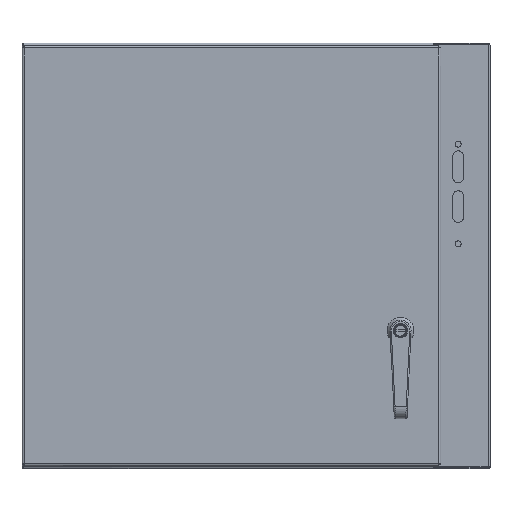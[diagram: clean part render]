
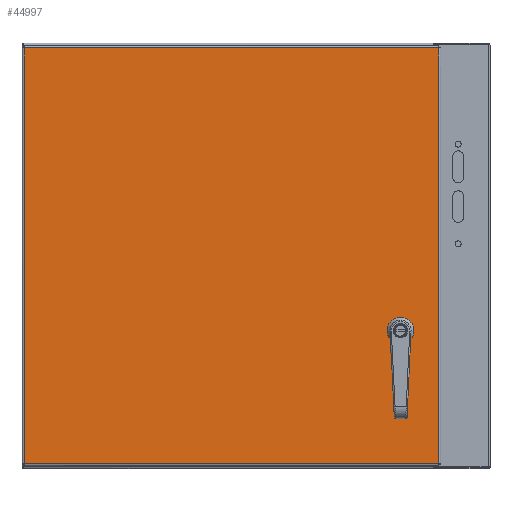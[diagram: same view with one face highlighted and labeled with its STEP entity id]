
A CAD part, top view. The second image highlights one B-rep face of the part: STEP entity #44997.
In plain terms, the highlighted face is planar.
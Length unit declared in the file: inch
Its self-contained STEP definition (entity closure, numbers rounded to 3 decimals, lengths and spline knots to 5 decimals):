
#43671=CARTESIAN_POINT('',(2.11262,6.745,0.0));
#43672=VERTEX_POINT('',#43671);
#43679=CARTESIAN_POINT('',(2.3,6.55762,0.0));
#43680=VERTEX_POINT('',#43679);
#43681=CARTESIAN_POINT('',(1.9,6.345,0.0));
#43682=DIRECTION('',(0.0,0.0,1.0));
#43683=DIRECTION('',(-0.469,-0.883,0.0));
#43684=AXIS2_PLACEMENT_3D('',#43681,#43682,#43683);
#43685=CIRCLE('',#43684,0.453);
#43686=EDGE_CURVE('',#43680,#43672,#43685,.T.);
#43711=CARTESIAN_POINT('',(2.3,6.13238,0.0));
#43712=VERTEX_POINT('',#43711);
#43713=CARTESIAN_POINT('',(2.3,6.13238,0.0));
#43714=DIRECTION('',(0.0,1.0,0.0));
#43715=VECTOR('',#43714,0.42525);
#43716=LINE('',#43713,#43715);
#43717=EDGE_CURVE('',#43712,#43680,#43716,.T.);
#43743=CARTESIAN_POINT('',(2.11262,5.945,0.0));
#43744=VERTEX_POINT('',#43743);
#43745=CARTESIAN_POINT('',(1.9,6.345,0.0));
#43746=DIRECTION('',(0.0,0.0,1.0));
#43747=DIRECTION('',(-0.883,0.469,0.0));
#43748=AXIS2_PLACEMENT_3D('',#43745,#43746,#43747);
#43749=CIRCLE('',#43748,0.453);
#43750=EDGE_CURVE('',#43744,#43712,#43749,.T.);
#43775=CARTESIAN_POINT('',(1.68738,5.945,0.0));
#43776=VERTEX_POINT('',#43775);
#43777=CARTESIAN_POINT('',(1.68738,5.945,0.0));
#43778=DIRECTION('',(1.0,0.0,0.0));
#43779=VECTOR('',#43778,0.42525);
#43780=LINE('',#43777,#43779);
#43781=EDGE_CURVE('',#43776,#43744,#43780,.T.);
#43807=CARTESIAN_POINT('',(1.5,6.13238,0.0));
#43808=VERTEX_POINT('',#43807);
#43809=CARTESIAN_POINT('',(1.9,6.345,0.0));
#43810=DIRECTION('',(0.0,0.0,1.0));
#43811=DIRECTION('',(0.469,0.883,0.0));
#43812=AXIS2_PLACEMENT_3D('',#43809,#43810,#43811);
#43813=CIRCLE('',#43812,0.453);
#43814=EDGE_CURVE('',#43808,#43776,#43813,.T.);
#43839=CARTESIAN_POINT('',(1.5,6.55762,0.0));
#43840=VERTEX_POINT('',#43839);
#43841=CARTESIAN_POINT('',(1.5,6.55762,0.0));
#43842=DIRECTION('',(0.0,-1.0,0.0));
#43843=VECTOR('',#43842,0.42525);
#43844=LINE('',#43841,#43843);
#43845=EDGE_CURVE('',#43840,#43808,#43844,.T.);
#43871=CARTESIAN_POINT('',(1.68738,6.745,0.0));
#43872=VERTEX_POINT('',#43871);
#43873=CARTESIAN_POINT('',(1.9,6.345,0.0));
#43874=DIRECTION('',(0.0,0.0,1.0));
#43875=DIRECTION('',(0.883,-0.469,0.0));
#43876=AXIS2_PLACEMENT_3D('',#43873,#43874,#43875);
#43877=CIRCLE('',#43876,0.453);
#43878=EDGE_CURVE('',#43872,#43840,#43877,.T.);
#43901=CARTESIAN_POINT('',(2.11262,6.745,0.0));
#43902=DIRECTION('',(-1.0,0.0,0.0));
#43903=VECTOR('',#43902,0.42525);
#43904=LINE('',#43901,#43903);
#43905=EDGE_CURVE('',#43672,#43872,#43904,.T.);
#43973=CARTESIAN_POINT('',(19.58225,0.10525,0.));
#43974=VERTEX_POINT('',#43973);
#43985=CARTESIAN_POINT('',(19.58225,19.64475,0.));
#43986=VERTEX_POINT('',#43985);
#43987=CARTESIAN_POINT('',(19.58225,19.64475,0.0));
#43988=DIRECTION('',(0.0,-1.0,0.0));
#43989=VECTOR('',#43988,19.5395);
#43990=LINE('',#43987,#43989);
#43991=EDGE_CURVE('',#43986,#43974,#43990,.T.);
#44175=CARTESIAN_POINT('',(0.10525,0.10525,0.));
#44176=VERTEX_POINT('',#44175);
#44187=CARTESIAN_POINT('',(19.58225,0.10525,0.0));
#44188=DIRECTION('',(-1.0,0.0,0.0));
#44189=VECTOR('',#44188,19.477);
#44190=LINE('',#44187,#44189);
#44191=EDGE_CURVE('',#43974,#44176,#44190,.T.);
#44452=CARTESIAN_POINT('',(0.10525,19.64475,0.));
#44453=VERTEX_POINT('',#44452);
#44464=CARTESIAN_POINT('',(0.10525,0.10525,0.0));
#44465=DIRECTION('',(0.0,1.0,0.0));
#44466=VECTOR('',#44465,19.5395);
#44467=LINE('',#44464,#44466);
#44468=EDGE_CURVE('',#44176,#44453,#44467,.T.);
#44733=CARTESIAN_POINT('',(0.10525,19.64475,0.0));
#44734=DIRECTION('',(1.0,0.0,0.0));
#44735=VECTOR('',#44734,19.477);
#44736=LINE('',#44733,#44735);
#44737=EDGE_CURVE('',#44453,#43986,#44736,.T.);
#44976=CARTESIAN_POINT('',(9.84375,9.875,0.0));
#44977=DIRECTION('',(0.0,0.0,1.0));
#44978=DIRECTION('',(1.0,0.0,0.0));
#44979=AXIS2_PLACEMENT_3D('',#44976,#44977,#44978);
#44980=PLANE('',#44979);
#44981=ORIENTED_EDGE('',*,*,#43991,.T.);
#44982=ORIENTED_EDGE('',*,*,#44191,.T.);
#44983=ORIENTED_EDGE('',*,*,#44468,.T.);
#44984=ORIENTED_EDGE('',*,*,#44737,.T.);
#44985=EDGE_LOOP('',(#44981,#44982,#44983,#44984));
#44986=FACE_OUTER_BOUND('',#44985,.T.);
#44987=ORIENTED_EDGE('',*,*,#43686,.T.);
#44988=ORIENTED_EDGE('',*,*,#43905,.T.);
#44989=ORIENTED_EDGE('',*,*,#43878,.T.);
#44990=ORIENTED_EDGE('',*,*,#43845,.T.);
#44991=ORIENTED_EDGE('',*,*,#43814,.T.);
#44992=ORIENTED_EDGE('',*,*,#43781,.T.);
#44993=ORIENTED_EDGE('',*,*,#43750,.T.);
#44994=ORIENTED_EDGE('',*,*,#43717,.T.);
#44995=EDGE_LOOP('',(#44987,#44988,#44989,#44990,#44991,#44992,#44993,#44994));
#44996=FACE_BOUND('',#44995,.T.);
#44997=ADVANCED_FACE('',(#44986,#44996),#44980,.F.);
